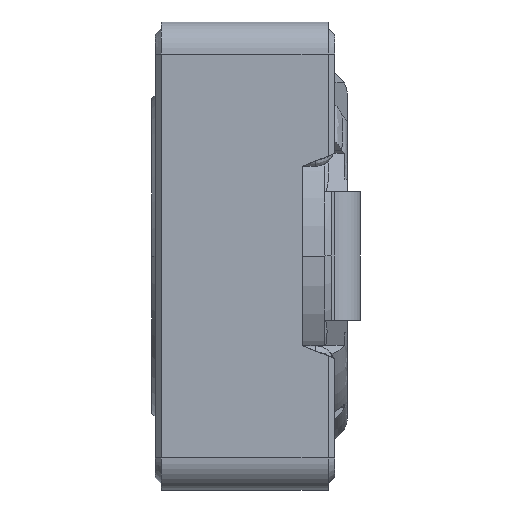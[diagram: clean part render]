
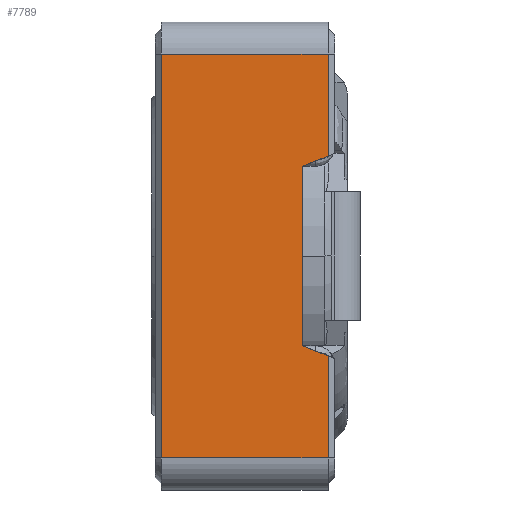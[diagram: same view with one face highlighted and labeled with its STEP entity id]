
A CAD part, left-side view. The second image highlights one B-rep face of the part: STEP entity #7789.
In plain terms, the highlighted planar face has unit normal (-1, 0, 0).
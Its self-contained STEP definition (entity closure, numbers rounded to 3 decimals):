
#291=DIRECTION('',(0.,-0.928,0.371));
#292=VECTOR('',#291,0.431);
#293=CARTESIAN_POINT('',(-3.65,0.,1.4));
#294=LINE('',#293,#292);
#295=DIRECTION('',(0.,0.928,0.371));
#296=VECTOR('',#295,0.431);
#297=CARTESIAN_POINT('',(-3.65,-0.4,-1.56));
#298=LINE('',#297,#296);
#299=DIRECTION('',(0.,0.,-1.));
#300=VECTOR('',#299,6.3);
#301=CARTESIAN_POINT('',(-3.65,2.2,3.15));
#302=LINE('',#301,#300);
#303=DIRECTION('',(0.,0.,-1.));
#304=VECTOR('',#303,1.59);
#305=CARTESIAN_POINT('',(-3.65,-0.4,3.15));
#306=LINE('',#305,#304);
#651=DIRECTION('',(0.,0.,-1.));
#652=VECTOR('',#651,1.59);
#653=CARTESIAN_POINT('',(-3.65,-0.4,-1.56));
#654=LINE('',#653,#652);
#767=DIRECTION('',(0.,0.,-1.));
#768=VECTOR('',#767,2.8);
#769=CARTESIAN_POINT('',(-3.65,0.,1.4));
#770=LINE('',#769,#768);
#6019=DIRECTION('',(0.,-1.,0.));
#6020=VECTOR('',#6019,2.6);
#6021=CARTESIAN_POINT('',(-3.65,2.2,-3.15));
#6022=LINE('',#6021,#6020);
#6039=DIRECTION('',(0.,1.,0.));
#6040=VECTOR('',#6039,2.6);
#6041=CARTESIAN_POINT('',(-3.65,-0.4,3.15));
#6042=LINE('',#6041,#6040);
#6247=CARTESIAN_POINT('',(-3.65,2.2,3.15));
#6248=CARTESIAN_POINT('',(-3.65,2.2,-3.15));
#6249=VERTEX_POINT('',#6247);
#6250=VERTEX_POINT('',#6248);
#6263=CARTESIAN_POINT('',(-3.65,-0.4,3.15));
#6264=CARTESIAN_POINT('',(-3.65,-0.4,1.56));
#6265=VERTEX_POINT('',#6263);
#6266=VERTEX_POINT('',#6264);
#6267=CARTESIAN_POINT('',(-3.65,0.,1.4));
#6268=VERTEX_POINT('',#6267);
#6269=CARTESIAN_POINT('',(-3.65,0.,-1.4));
#6270=VERTEX_POINT('',#6269);
#6271=CARTESIAN_POINT('',(-3.65,-0.4,-1.56));
#6272=VERTEX_POINT('',#6271);
#6273=CARTESIAN_POINT('',(-3.65,-0.4,-3.15));
#6274=VERTEX_POINT('',#6273);
#7767=CARTESIAN_POINT('',(-3.65,0.9,0.));
#7768=DIRECTION('',(1.,0.,0.));
#7769=DIRECTION('',(0.,0.,-1.));
#7770=AXIS2_PLACEMENT_3D('',#7767,#7768,#7769);
#7771=PLANE('',#7770);
#7773=ORIENTED_EDGE('',*,*,#7772,.T.);
#7775=ORIENTED_EDGE('',*,*,#7774,.F.);
#7777=ORIENTED_EDGE('',*,*,#7776,.T.);
#7779=ORIENTED_EDGE('',*,*,#7778,.F.);
#7781=ORIENTED_EDGE('',*,*,#7780,.T.);
#7783=ORIENTED_EDGE('',*,*,#7782,.F.);
#7784=ORIENTED_EDGE('',*,*,#7731,.F.);
#7786=ORIENTED_EDGE('',*,*,#7785,.F.);
#7787=EDGE_LOOP('',(#7773,#7775,#7777,#7779,#7781,#7783,#7784,#7786));
#7788=FACE_OUTER_BOUND('',#7787,.F.);
#7731=EDGE_CURVE('',#6249,#6250,#302,.T.);
#7772=EDGE_CURVE('',#6265,#6266,#306,.T.);
#7774=EDGE_CURVE('',#6268,#6266,#294,.T.);
#7776=EDGE_CURVE('',#6268,#6270,#770,.T.);
#7778=EDGE_CURVE('',#6272,#6270,#298,.T.);
#7780=EDGE_CURVE('',#6272,#6274,#654,.T.);
#7782=EDGE_CURVE('',#6250,#6274,#6022,.T.);
#7785=EDGE_CURVE('',#6265,#6249,#6042,.T.);
#7789=ADVANCED_FACE('',(#7788),#7771,.F.);
